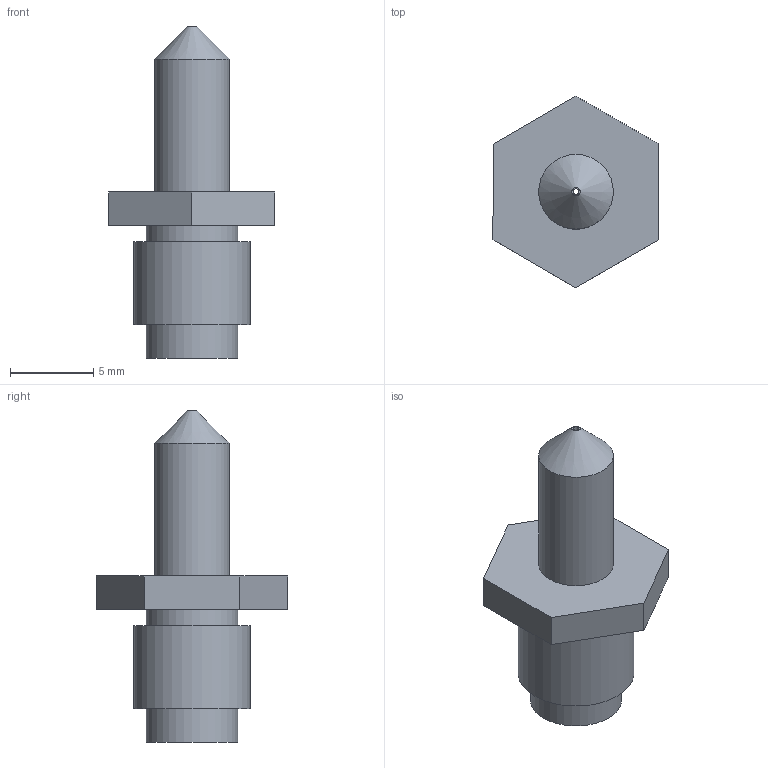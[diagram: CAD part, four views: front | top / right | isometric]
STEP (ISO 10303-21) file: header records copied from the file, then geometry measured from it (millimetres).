
FILE_DESCRIPTION((''),'2;1');
FILE_NAME('NOZZLE.stp','2015-01-29T13:11:45',('jge'),(''),'Autodesk Inventor 2012','Autodesk Inventor 2012','');
FILE_SCHEMA(('AUTOMOTIVE_DESIGN { 1 0 10303 214 1 1 1 1 }'));
Length unit declared in the file: millimetre
Products named in the file (1): NOZZLE
Bounding box: 10 x 11.55 x 20 mm (x, y, z)
Volume: 527 mm3; surface area: 659.6 mm2
Topology: 1 solids, 1 shells, 21 faces, 42 edges, 27 vertices
Faces by surface type: plane 12, cylinder 6, cone 3
Full cylindrical faces by diameter (mm): 0.35 x1, 1.85 x1, 4.5 x1, 5.5 x2, 7 x1
Entity records: 522 total; most frequent: DIRECTION 90, CARTESIAN_POINT 80, ORIENTED_EDGE 64, AXIS2_PLACEMENT_3D 36, EDGE_LOOP 36, EDGE_CURVE 32, VERTEX_POINT 26, FACE_OUTER_BOUND 21
